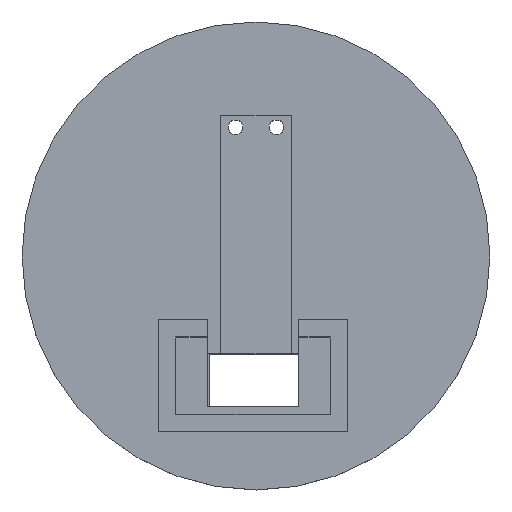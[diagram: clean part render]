
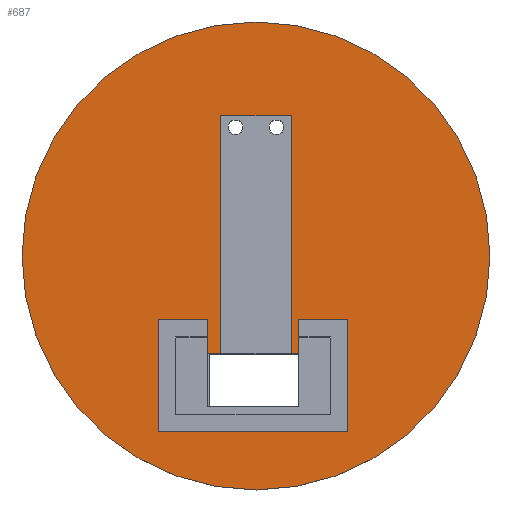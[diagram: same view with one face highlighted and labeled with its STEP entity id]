
A CAD part, top view. The second image highlights one B-rep face of the part: STEP entity #687.
In plain terms, the highlighted planar face has unit normal (0, 0, 1).
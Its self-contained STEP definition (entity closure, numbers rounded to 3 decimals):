
#18=FACE_BOUND('',#246,.T.);
#24=LINE('',#960,#117);
#25=LINE('',#962,#118);
#26=LINE('',#964,#119);
#27=LINE('',#966,#120);
#28=LINE('',#968,#121);
#29=LINE('',#970,#122);
#30=LINE('',#972,#123);
#31=LINE('',#974,#124);
#32=LINE('',#976,#125);
#33=LINE('',#978,#126);
#34=LINE('',#980,#127);
#35=LINE('',#982,#128);
#36=LINE('',#984,#129);
#37=LINE('',#985,#130);
#117=VECTOR('',#783,10.);
#118=VECTOR('',#784,10.);
#119=VECTOR('',#785,10.);
#120=VECTOR('',#786,10.);
#121=VECTOR('',#787,10.);
#122=VECTOR('',#788,10.);
#123=VECTOR('',#789,10.);
#124=VECTOR('',#790,10.);
#125=VECTOR('',#791,10.);
#126=VECTOR('',#792,10.);
#127=VECTOR('',#793,10.);
#128=VECTOR('',#794,10.);
#129=VECTOR('',#795,10.);
#130=VECTOR('',#796,10.);
#210=FACE_OUTER_BOUND('',#245,.T.);
#245=EDGE_LOOP('',(#457));
#246=EDGE_LOOP('',(#458,#459,#460,#461,#462,#463,#464,#465,#466,#467,#468,
#469,#470,#471));
#286=CIRCLE('',#737,20.);
#292=VERTEX_POINT('',#956);
#293=VERTEX_POINT('',#958);
#294=VERTEX_POINT('',#959);
#295=VERTEX_POINT('',#961);
#296=VERTEX_POINT('',#963);
#297=VERTEX_POINT('',#965);
#298=VERTEX_POINT('',#967);
#299=VERTEX_POINT('',#969);
#300=VERTEX_POINT('',#971);
#301=VERTEX_POINT('',#973);
#302=VERTEX_POINT('',#975);
#303=VERTEX_POINT('',#977);
#304=VERTEX_POINT('',#979);
#305=VERTEX_POINT('',#981);
#306=VERTEX_POINT('',#983);
#358=EDGE_CURVE('',#292,#292,#286,.T.);
#359=EDGE_CURVE('',#293,#294,#24,.T.);
#360=EDGE_CURVE('',#295,#293,#25,.T.);
#361=EDGE_CURVE('',#296,#295,#26,.T.);
#362=EDGE_CURVE('',#297,#296,#27,.T.);
#363=EDGE_CURVE('',#298,#297,#28,.T.);
#364=EDGE_CURVE('',#299,#298,#29,.T.);
#365=EDGE_CURVE('',#300,#299,#30,.T.);
#366=EDGE_CURVE('',#301,#300,#31,.T.);
#367=EDGE_CURVE('',#302,#301,#32,.T.);
#368=EDGE_CURVE('',#302,#303,#33,.T.);
#369=EDGE_CURVE('',#303,#304,#34,.T.);
#370=EDGE_CURVE('',#304,#305,#35,.T.);
#371=EDGE_CURVE('',#305,#306,#36,.T.);
#372=EDGE_CURVE('',#306,#294,#37,.T.);
#457=ORIENTED_EDGE('',*,*,#358,.T.);
#458=ORIENTED_EDGE('',*,*,#359,.F.);
#459=ORIENTED_EDGE('',*,*,#360,.F.);
#460=ORIENTED_EDGE('',*,*,#361,.F.);
#461=ORIENTED_EDGE('',*,*,#362,.F.);
#462=ORIENTED_EDGE('',*,*,#363,.F.);
#463=ORIENTED_EDGE('',*,*,#364,.F.);
#464=ORIENTED_EDGE('',*,*,#365,.F.);
#465=ORIENTED_EDGE('',*,*,#366,.F.);
#466=ORIENTED_EDGE('',*,*,#367,.F.);
#467=ORIENTED_EDGE('',*,*,#368,.T.);
#468=ORIENTED_EDGE('',*,*,#369,.T.);
#469=ORIENTED_EDGE('',*,*,#370,.T.);
#470=ORIENTED_EDGE('',*,*,#371,.T.);
#471=ORIENTED_EDGE('',*,*,#372,.T.);
#655=PLANE('',#736);
#687=ADVANCED_FACE('',(#210,#18),#655,.T.);
#736=AXIS2_PLACEMENT_3D('',#955,#779,#780);
#737=AXIS2_PLACEMENT_3D('',#957,#781,#782);
#779=DIRECTION('center_axis',(0.,0.,1.));
#780=DIRECTION('ref_axis',(1.,0.,0.));
#781=DIRECTION('center_axis',(0.,0.,1.));
#782=DIRECTION('ref_axis',(1.,0.,0.));
#783=DIRECTION('',(0.,-1.,0.));
#784=DIRECTION('',(-1.,0.,0.));
#785=DIRECTION('',(0.,1.,0.));
#786=DIRECTION('',(1.,0.,0.));
#787=DIRECTION('',(0.,-1.,0.));
#788=DIRECTION('',(-1.,0.,0.));
#789=DIRECTION('',(0.,1.,0.));
#790=DIRECTION('',(1.,0.,0.));
#791=DIRECTION('',(0.,1.,0.));
#792=DIRECTION('',(1.,0.,0.));
#793=DIRECTION('',(0.,1.,0.));
#794=DIRECTION('',(1.,0.,0.));
#795=DIRECTION('',(0.,-1.,0.));
#796=DIRECTION('',(1.,0.,0.));
#955=CARTESIAN_POINT('Origin',(0.,0.,1.2));
#956=CARTESIAN_POINT('',(-20.,0.,1.2));
#957=CARTESIAN_POINT('Origin',(0.,0.,1.2));
#958=CARTESIAN_POINT('',(3.66,-5.441,1.2));
#959=CARTESIAN_POINT('',(3.66,-8.375,1.2));
#960=CARTESIAN_POINT('',(3.66,-3.801,1.2));
#961=CARTESIAN_POINT('',(7.86,-5.441,1.2));
#962=CARTESIAN_POINT('',(3.93,-5.441,1.2));
#963=CARTESIAN_POINT('',(7.86,-15.041,1.2));
#964=CARTESIAN_POINT('',(7.86,-2.721,1.2));
#965=CARTESIAN_POINT('',(-8.36,-15.041,1.2));
#966=CARTESIAN_POINT('',(3.93,-15.041,1.2));
#967=CARTESIAN_POINT('',(-8.36,-5.441,1.2));
#968=CARTESIAN_POINT('',(-8.36,-2.721,1.2));
#969=CARTESIAN_POINT('',(-4.16,-5.441,1.2));
#970=CARTESIAN_POINT('',(3.93,-5.441,1.2));
#971=CARTESIAN_POINT('',(-4.16,-7.601,1.2));
#972=CARTESIAN_POINT('',(-4.16,-2.721,1.2));
#973=CARTESIAN_POINT('',(-4.16,-7.601,1.2));
#974=CARTESIAN_POINT('',(1.83,-7.601,1.2));
#975=CARTESIAN_POINT('',(-4.16,-8.375,1.2));
#976=CARTESIAN_POINT('',(-4.16,-3.801,1.2));
#977=CARTESIAN_POINT('',(-3.,-8.375,1.2));
#978=CARTESIAN_POINT('',(-4.25,-8.375,1.2));
#979=CARTESIAN_POINT('',(-3.,12.,1.2));
#980=CARTESIAN_POINT('',(-3.,12.,1.2));
#981=CARTESIAN_POINT('',(3.,12.,1.2));
#982=CARTESIAN_POINT('',(3.,12.,1.2));
#983=CARTESIAN_POINT('',(3.,-8.375,1.2));
#984=CARTESIAN_POINT('',(3.,-12.,1.2));
#985=CARTESIAN_POINT('',(-4.25,-8.375,1.2));
